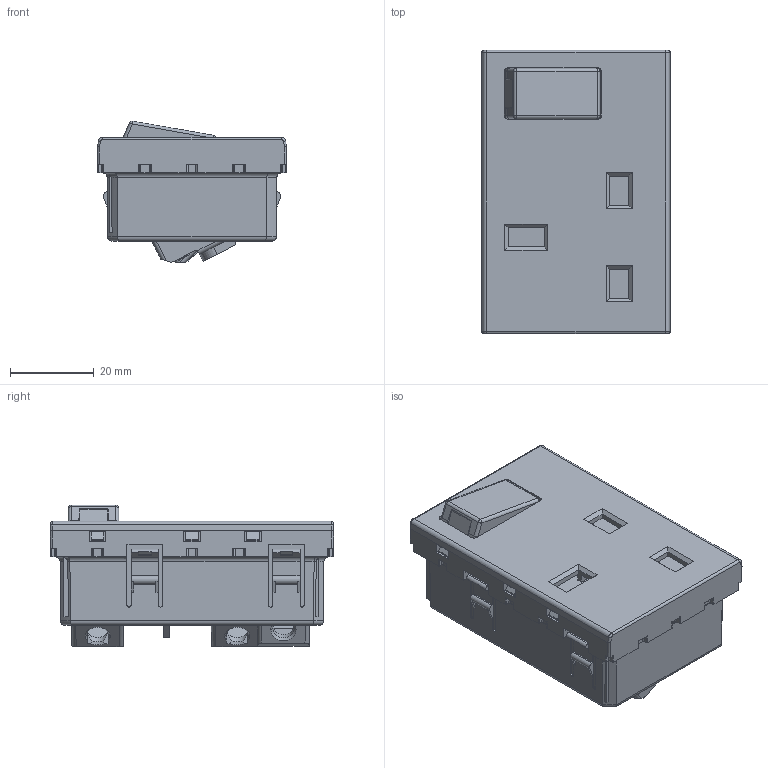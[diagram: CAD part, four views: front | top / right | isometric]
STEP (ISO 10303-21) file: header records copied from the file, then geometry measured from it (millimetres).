
FILE_DESCRIPTION(('CATIA V5 STEP Exchange','CAx-IF Rec.Pracs.--- Model Styling and Organization---1.5--- 2016-08-15','CAx-IF Rec.Pracs.---Supplemental Geometry---1.0---2011-11-01','CAx-IF Rec.Pracs.--- Composite Materials ---1.1---2010-07-15'),'2;1');
FILE_NAME('572130.stp','2025-07-17T11:35:26+00:00',('none'),('none'),'CATIA Version 5-6 Release 2020 SP3','CATIA V5 STEP AP214 v2','none');
FILE_SCHEMA(('AUTOMOTIVE_DESIGN { 1 0 10303 214 1 1 1 1 }'));
Length unit declared in the file: millimetre
Products named in the file (1): 572130 _AllCATPart
Bounding box: 45 x 67.5 x 33.81 mm (x, y, z)
Volume: 61974.6 mm3; surface area: 21880.6 mm2
Topology: 1 solids, 4 shells, 1119 faces, 3176 edges, 2059 vertices
Faces by surface type: plane 708, cylinder 269, cone 45, extrusion 42, bspline 27, torus 24, sphere 4
Entity records: 37565 total; most frequent: CARTESIAN_POINT 10703, ORIENTED_EDGE 6336, DIRECTION 4231, EDGE_CURVE 3168, VECTOR 2210, LINE 2168, VERTEX_POINT 2059, AXIS2_PLACEMENT_3D 1240
